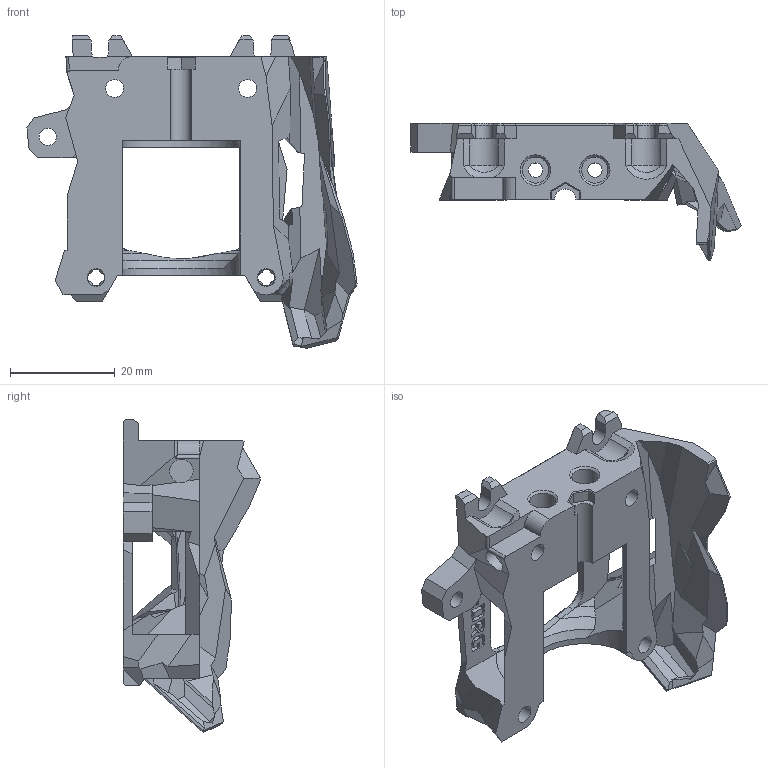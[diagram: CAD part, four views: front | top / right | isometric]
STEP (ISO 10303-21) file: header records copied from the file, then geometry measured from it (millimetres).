
FILE_DESCRIPTION(/* description */ ('Unknown'),/* implementation_level */ '2;1');
FILE_NAME(/* name */ 'Stealthburner_Printhead_Dragon_front',/* time_stamp */ '2023-05-19T10:29:54+02:00',/* author */ ('Unknown'),/* organization */ ('Unknown'),/* preprocessor_version */ 'ST-DEVELOPER v16.7',/* originating_system */ 'Solid Edge',/* authorisation */ 'Unknown');
FILE_SCHEMA (('AUTOMOTIVE_DESIGN {1 0 10303 214 3 1 1}'));
Length unit declared in the file: millimetre
Products named in the file (1): Stealthburner_Printhead_Dragon_front2
Bounding box: 63.04 x 26.26 x 59.7 mm (x, y, z)
Volume: 15349.3 mm3; surface area: 10446.8 mm2
Topology: 1 solids, 1 shells, 555 faces, 1609 edges, 1040 vertices
Faces by surface type: plane 431, cylinder 65, bspline 40, cone 17, torus 2
Full cylindrical faces by diameter (mm): 2.75 x2, 3.3 x1, 3.4 x6, 4.5 x1, 5 x2, 6 x2
Entity records: 22461 total; most frequent: CARTESIAN_POINT 4310, ORIENTED_EDGE 3150, DIRECTION 2632, EDGE_CURVE 1575, LINE 1272, VECTOR 1272, VERTEX_POINT 1029, AXIS2_PLACEMENT_3D 680
